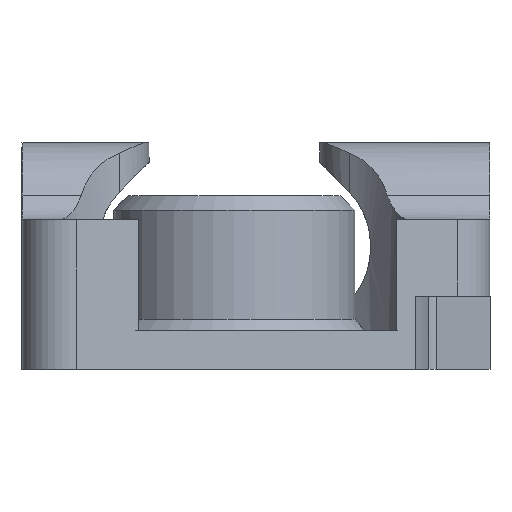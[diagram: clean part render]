
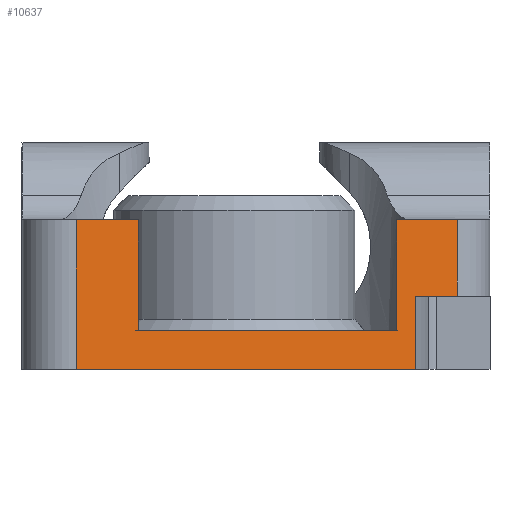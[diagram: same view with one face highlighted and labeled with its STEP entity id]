
A CAD part, left-side view. The second image highlights one B-rep face of the part: STEP entity #10637.
In plain terms, the highlighted planar face has unit normal (-0.969, -0.249, 0).
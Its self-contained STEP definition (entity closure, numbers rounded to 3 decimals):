
#1342=PLANE('',#11003);
#1913=FACE_OUTER_BOUND('',#2537,.T.);
#2537=EDGE_LOOP('',(#9994,#9995,#9996,#9997,#9998,#9999,#10000,#10001,#10002,
#10003));
#2572=LINE('',#12579,#3284);
#2574=LINE('',#12587,#3286);
#2589=LINE('',#12638,#3301);
#2597=LINE('',#12665,#3309);
#3197=LINE('',#21804,#3909);
#3212=LINE('',#22280,#3924);
#3222=LINE('',#22426,#3934);
#3239=LINE('',#22496,#3951);
#3244=LINE('',#22518,#3956);
#3250=LINE('',#22531,#3962);
#3284=VECTOR('',#11138,10.);
#3286=VECTOR('',#11146,10.);
#3301=VECTOR('',#11197,10.);
#3309=VECTOR('',#11225,10.);
#3909=VECTOR('',#12167,10.);
#3924=VECTOR('',#12218,10.);
#3934=VECTOR('',#12300,10.);
#3951=VECTOR('',#12383,10.);
#3956=VECTOR('',#12400,10.);
#3962=VECTOR('',#12420,10.);
#4146=VERTEX_POINT('',#12573);
#4148=VERTEX_POINT('',#12577);
#4151=VERTEX_POINT('',#12585);
#4169=VERTEX_POINT('',#12636);
#4178=VERTEX_POINT('',#12664);
#5095=VERTEX_POINT('',#21801);
#5096=VERTEX_POINT('',#21803);
#5131=VERTEX_POINT('',#22277);
#5132=VERTEX_POINT('',#22279);
#5165=VERTEX_POINT('',#22516);
#5228=EDGE_CURVE('',#4146,#4148,#2572,.T.);
#5232=EDGE_CURVE('',#4148,#4151,#2574,.T.);
#5258=EDGE_CURVE('',#4151,#4169,#2589,.T.);
#5273=EDGE_CURVE('',#4178,#4146,#2597,.T.);
#6644=EDGE_CURVE('',#5096,#5095,#3197,.T.);
#6695=EDGE_CURVE('',#5131,#5132,#3212,.T.);
#6736=EDGE_CURVE('',#5096,#5131,#3222,.T.);
#6766=EDGE_CURVE('',#4169,#5132,#3239,.T.);
#6773=EDGE_CURVE('',#5095,#5165,#3244,.T.);
#6779=EDGE_CURVE('',#4178,#5165,#3250,.T.);
#9994=ORIENTED_EDGE('',*,*,#5232,.T.);
#9995=ORIENTED_EDGE('',*,*,#5258,.T.);
#9996=ORIENTED_EDGE('',*,*,#6766,.T.);
#9997=ORIENTED_EDGE('',*,*,#6695,.F.);
#9998=ORIENTED_EDGE('',*,*,#6736,.F.);
#9999=ORIENTED_EDGE('',*,*,#6644,.T.);
#10000=ORIENTED_EDGE('',*,*,#6773,.T.);
#10001=ORIENTED_EDGE('',*,*,#6779,.F.);
#10002=ORIENTED_EDGE('',*,*,#5273,.T.);
#10003=ORIENTED_EDGE('',*,*,#5228,.T.);
#10637=ADVANCED_FACE('',(#1913),#1342,.T.);
#11003=AXIS2_PLACEMENT_3D('',#22530,#12418,#12419);
#11138=DIRECTION('',(0.,0.,1.));
#11146=DIRECTION('',(0.249,-0.969,0.));
#11197=DIRECTION('',(0.,0.,1.));
#11225=DIRECTION('',(0.249,-0.969,0.));
#12167=DIRECTION('',(0.,0.,1.));
#12218=DIRECTION('',(0.,0.,1.));
#12300=DIRECTION('',(0.249,-0.969,0.));
#12383=DIRECTION('',(-0.249,0.969,0.));
#12400=DIRECTION('',(-0.249,0.969,0.));
#12418=DIRECTION('center_axis',(-0.969,-0.249,0.));
#12419=DIRECTION('ref_axis',(0.249,-0.969,0.));
#12420=DIRECTION('',(0.,0.,1.));
#12573=CARTESIAN_POINT('',(-31.12,-18.794,0.));
#12577=CARTESIAN_POINT('',(-31.12,-18.794,7.6));
#12579=CARTESIAN_POINT('',(-31.12,-18.794,0.));
#12585=CARTESIAN_POINT('',(-30.008,-23.12,7.6));
#12587=CARTESIAN_POINT('',(-37.388,5.599,7.6));
#12636=CARTESIAN_POINT('',(-30.008,-23.12,15.5));
#12638=CARTESIAN_POINT('',(-30.008,-23.12,0.));
#12664=CARTESIAN_POINT('',(-40.158,16.38,0.));
#12665=CARTESIAN_POINT('',(-40.158,16.38,0.));
#21801=CARTESIAN_POINT('',(-38.51,9.967,15.5));
#21803=CARTESIAN_POINT('',(-38.51,9.967,4.));
#21804=CARTESIAN_POINT('',(-38.51,9.967,0.));
#22277=CARTESIAN_POINT('',(-31.629,-16.812,4.));
#22279=CARTESIAN_POINT('',(-31.629,-16.812,15.5));
#22280=CARTESIAN_POINT('',(-31.629,-16.812,0.));
#22426=CARTESIAN_POINT('',(-40.158,16.38,4.));
#22496=CARTESIAN_POINT('',(-35.277,-2.618,15.5));
#22516=CARTESIAN_POINT('',(-40.158,16.38,15.5));
#22518=CARTESIAN_POINT('',(-35.277,-2.618,15.5));
#22530=CARTESIAN_POINT('Origin',(-40.158,16.38,0.));
#22531=CARTESIAN_POINT('',(-40.158,16.38,0.));
